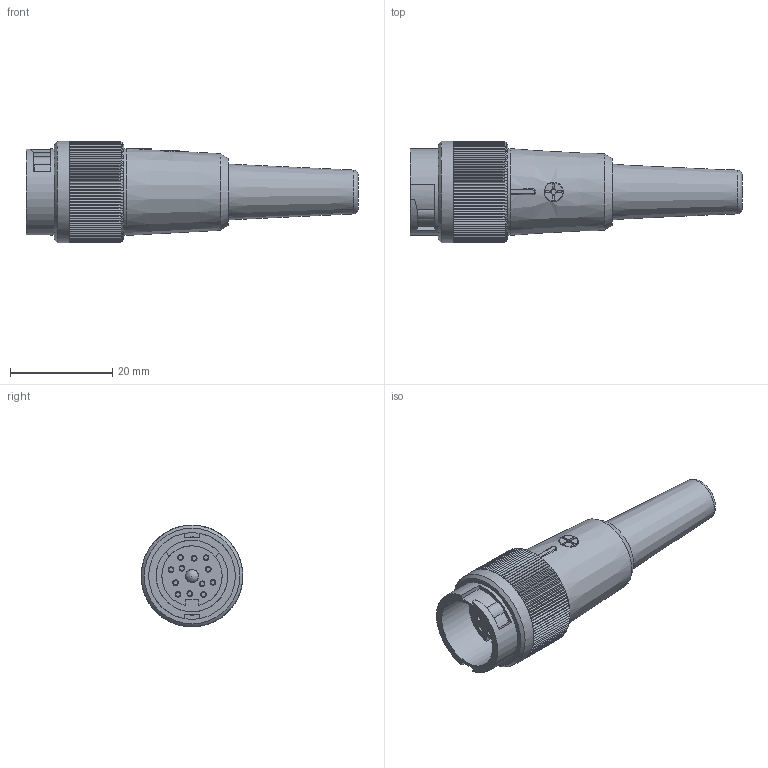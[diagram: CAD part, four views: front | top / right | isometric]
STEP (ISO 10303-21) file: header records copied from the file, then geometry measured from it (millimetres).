
FILE_DESCRIPTION(/* description */ (''),/* implementation_level */ '2;1');
FILE_NAME(/* name */ '99 0650 00 12 001_00.stp',/* time_stamp */ '2013-11-15T10:47:09+01:00',/* author */ (''),/* organization */ (''),/* preprocessor_version */ 'ST-DEVELOPER v14',/* originating_system */ 'SIEMENS PLM Software NX 8.0',/* authorisation */ '');
FILE_SCHEMA (('AUTOMOTIVE_DESIGN { 1 0 10303 214 3 1 1 1 }'));
Length unit declared in the file: millimetre
Products named in the file (1): cerl0CC4B958amgy
Bounding box: 65 x 19.9 x 19.9 mm (x, y, z)
Volume: 9901 mm3; surface area: 5262.9 mm2
Topology: 1 solids, 3 shells, 682 faces, 1903 edges, 1222 vertices
Faces by surface type: plane 501, cone 77, cylinder 72, torus 31, bspline 1
Full cylindrical faces by diameter (mm): 1 x1, 1.1 x12, 1.15 x12, 1.55 x12, 1.6 x12, 2.6 x1, 14.05 x1, 16.95 x1, 17 x1, 19.9 x1
Entity records: 22145 total; most frequent: CARTESIAN_POINT 5517, ORIENTED_EDGE 3568, DIRECTION 3304, EDGE_CURVE 1784, AXIS2_PLACEMENT_3D 1261, VERTEX_POINT 1166, EDGE_LOOP 787, LINE 782
